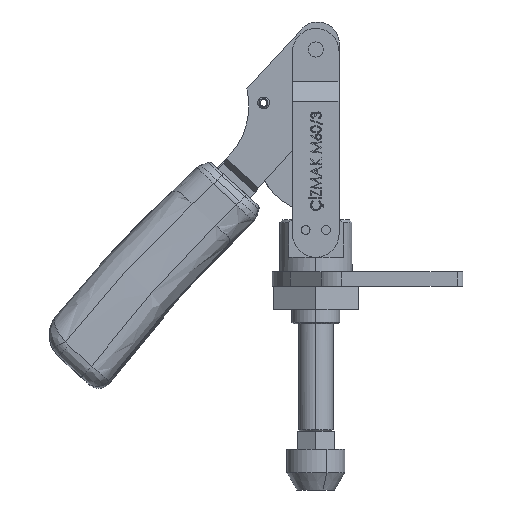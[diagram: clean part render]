
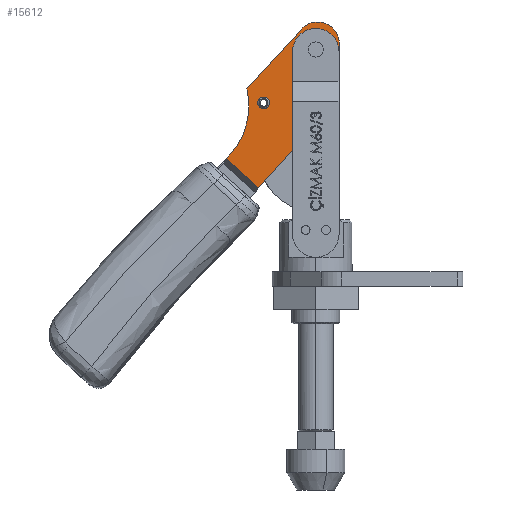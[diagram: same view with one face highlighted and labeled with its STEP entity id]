
A CAD part, left-side view. The second image highlights one B-rep face of the part: STEP entity #15612.
In plain terms, the highlighted face is planar.
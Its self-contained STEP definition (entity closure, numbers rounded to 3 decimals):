
#74 = FACE_OUTER_BOUND ( 'NONE', #16592, .T. ) ;
#551 = CARTESIAN_POINT ( 'NONE',  ( 24.848, -18.5, 0. ) ) ;
#917 = DIRECTION ( 'NONE',  ( 0., 0., 1. ) ) ;
#1220 = VERTEX_POINT ( 'NONE', #6034 ) ;
#1702 = EDGE_CURVE ( 'NONE', #27247, #16379, #20687, .T. ) ;
#1740 = ORIENTED_EDGE ( 'NONE', *, *, #24171, .T. ) ;
#1805 = DIRECTION ( 'NONE',  ( -1., 0., 0. ) ) ;
#2046 = ORIENTED_EDGE ( 'NONE', *, *, #13861, .T. ) ;
#2078 = DIRECTION ( 'NONE',  ( 0., 0., 1. ) ) ;
#2429 = DIRECTION ( 'NONE',  ( -1., 0., 0. ) ) ;
#2444 = LINE ( 'NONE', #12407, #10782 ) ;
#2975 = VERTEX_POINT ( 'NONE', #551 ) ;
#4201 = EDGE_CURVE ( 'NONE', #16362, #20877, #12557, .T. ) ;
#4463 = AXIS2_PLACEMENT_3D ( 'NONE', #9627, #20461, #18018 ) ;
#4860 = VERTEX_POINT ( 'NONE', #20932 ) ;
#4940 = EDGE_LOOP ( 'NONE', ( #2046, #22650 ) ) ;
#5109 = DIRECTION ( 'NONE',  ( -1., 0., 0. ) ) ;
#5147 = DIRECTION ( 'NONE',  ( -1., 0., 0. ) ) ;
#5222 = VERTEX_POINT ( 'NONE', #25973 ) ;
#5791 = CIRCLE ( 'NONE', #22920, 2. ) ;
#6009 = EDGE_LOOP ( 'NONE', ( #9530, #1740 ) ) ;
#6034 = CARTESIAN_POINT ( 'NONE',  ( 51.098, -17.611, 0. ) ) ;
#6387 = ORIENTED_EDGE ( 'NONE', *, *, #23620, .T. ) ;
#6646 = CARTESIAN_POINT ( 'NONE',  ( 55.321, -12.755, 0. ) ) ;
#7057 = FACE_BOUND ( 'NONE', #6009, .T. ) ;
#7514 = ORIENTED_EDGE ( 'NONE', *, *, #4201, .T. ) ;
#7744 = VECTOR ( 'NONE', #11132, 1000. ) ;
#7841 = ORIENTED_EDGE ( 'NONE', *, *, #26648, .T. ) ;
#8096 = DIRECTION ( 'NONE',  ( -1., 0., 0. ) ) ;
#8177 = CIRCLE ( 'NONE', #4463, 2.5 ) ;
#8452 = CARTESIAN_POINT ( 'NONE',  ( 33.707, -7.5, 0. ) ) ;
#8584 = VECTOR ( 'NONE', #2429, 1000. ) ;
#8763 = AXIS2_PLACEMENT_3D ( 'NONE', #22747, #14620, #21005 ) ;
#8807 = DIRECTION ( 'NONE',  ( 0., 0., 1. ) ) ;
#8895 = DIRECTION ( 'NONE',  ( -1., 0., 0. ) ) ;
#9038 = CIRCLE ( 'NONE', #18987, 25. ) ;
#9377 = CARTESIAN_POINT ( 'NONE',  ( 31.207, -7.5, 0. ) ) ;
#9516 = CIRCLE ( 'NONE', #21586, 2.5 ) ;
#9530 = ORIENTED_EDGE ( 'NONE', *, *, #19025, .T. ) ;
#9627 = CARTESIAN_POINT ( 'NONE',  ( 33.707, -7.5, 0. ) ) ;
#9735 = CARTESIAN_POINT ( 'NONE',  ( 0., -15., 0. ) ) ;
#10067 = CARTESIAN_POINT ( 'NONE',  ( 42.212, -1.755, 0. ) ) ;
#10108 = DIRECTION ( 'NONE',  ( 0., 0., -1. ) ) ;
#10188 = DIRECTION ( 'NONE',  ( 1., 0., 0. ) ) ;
#10214 = CIRCLE ( 'NONE', #17327, 2. ) ;
#10483 = DIRECTION ( 'NONE',  ( -1., 0., 0. ) ) ;
#10558 = EDGE_CURVE ( 'NONE', #1220, #23606, #9516, .T. ) ;
#10782 = VECTOR ( 'NONE', #10188, 1000. ) ;
#11132 = DIRECTION ( 'NONE',  ( 0., 1., 0. ) ) ;
#12067 = LINE ( 'NONE', #13173, #7744 ) ;
#12407 = CARTESIAN_POINT ( 'NONE',  ( 0., 0., 0. ) ) ;
#12496 = AXIS2_PLACEMENT_3D ( 'NONE', #8452, #23321, #14852 ) ;
#12557 = LINE ( 'NONE', #19771, #8584 ) ;
#12725 = CARTESIAN_POINT ( 'NONE',  ( 46.098, -17.611, 0. ) ) ;
#12916 = ORIENTED_EDGE ( 'NONE', *, *, #27590, .F. ) ;
#13173 = CARTESIAN_POINT ( 'NONE',  ( 0., -40., 0. ) ) ;
#13273 = ORIENTED_EDGE ( 'NONE', *, *, #27066, .T. ) ;
#13372 = VERTEX_POINT ( 'NONE', #6646 ) ;
#13838 = EDGE_CURVE ( 'NONE', #17829, #5222, #2444, .T. ) ;
#13861 = EDGE_CURVE ( 'NONE', #23606, #1220, #26448, .T. ) ;
#13933 = CARTESIAN_POINT ( 'NONE',  ( 22.848, -18.5, 0. ) ) ;
#14278 = ORIENTED_EDGE ( 'NONE', *, *, #24551, .T. ) ;
#14584 = ORIENTED_EDGE ( 'NONE', *, *, #20262, .T. ) ;
#14620 = DIRECTION ( 'NONE',  ( 0., 0., 1. ) ) ;
#14843 = ORIENTED_EDGE ( 'NONE', *, *, #13838, .T. ) ;
#14852 = DIRECTION ( 'NONE',  ( -1., 0., 0. ) ) ;
#15271 = VECTOR ( 'NONE', #5109, 1000. ) ;
#15442 = CARTESIAN_POINT ( 'NONE',  ( 50.5, -26., 0. ) ) ;
#15452 = AXIS2_PLACEMENT_3D ( 'NONE', #17095, #2078, #1805 ) ;
#15612 = ADVANCED_FACE ( 'NONE', ( #7057, #22084, #74, #16420 ), #16192, .T. ) ;
#16094 = DIRECTION ( 'NONE',  ( -1., 0., 0. ) ) ;
#16192 = PLANE ( 'NONE',  #20740 ) ;
#16362 = VERTEX_POINT ( 'NONE', #26752 ) ;
#16379 = VERTEX_POINT ( 'NONE', #16517 ) ;
#16420 = FACE_BOUND ( 'NONE', #4940, .T. ) ;
#16466 = DIRECTION ( 'NONE',  ( -1., 0., 0. ) ) ;
#16517 = CARTESIAN_POINT ( 'NONE',  ( 22.5, -26., 0. ) ) ;
#16592 = EDGE_LOOP ( 'NONE', ( #12916, #13273, #19612, #26256, #7841, #7514, #14584, #14843 ) ) ;
#16973 = DIRECTION ( 'NONE',  ( 0., 0., 1. ) ) ;
#17095 = CARTESIAN_POINT ( 'NONE',  ( 48.598, -17.611, 0. ) ) ;
#17102 = CARTESIAN_POINT ( 'NONE',  ( 20.848, -18.5, 0. ) ) ;
#17327 = AXIS2_PLACEMENT_3D ( 'NONE', #21932, #17929, #5147 ) ;
#17829 = VERTEX_POINT ( 'NONE', #19359 ) ;
#17929 = DIRECTION ( 'NONE',  ( 0., 0., 1. ) ) ;
#18018 = DIRECTION ( 'NONE',  ( -1., 0., 0. ) ) ;
#18987 = AXIS2_PLACEMENT_3D ( 'NONE', #25550, #23320, #10483 ) ;
#19025 = EDGE_CURVE ( 'NONE', #21863, #2975, #5791, .T. ) ;
#19244 = VERTEX_POINT ( 'NONE', #23652 ) ;
#19359 = CARTESIAN_POINT ( 'NONE',  ( 0., 0., 0. ) ) ;
#19612 = ORIENTED_EDGE ( 'NONE', *, *, #24312, .F. ) ;
#19771 = CARTESIAN_POINT ( 'NONE',  ( 0., -15., 0. ) ) ;
#20262 = EDGE_CURVE ( 'NONE', #20877, #17829, #12067, .T. ) ;
#20317 = CIRCLE ( 'NONE', #12496, 2.5 ) ;
#20461 = DIRECTION ( 'NONE',  ( 0., 0., 1. ) ) ;
#20687 = LINE ( 'NONE', #24553, #15271 ) ;
#20698 = VERTEX_POINT ( 'NONE', #9377 ) ;
#20740 = AXIS2_PLACEMENT_3D ( 'NONE', #24992, #10108, #16466 ) ;
#20877 = VERTEX_POINT ( 'NONE', #9735 ) ;
#20932 = CARTESIAN_POINT ( 'NONE',  ( 42.212, -1.755, 0. ) ) ;
#21005 = DIRECTION ( 'NONE',  ( -1., 0., 0. ) ) ;
#21586 = AXIS2_PLACEMENT_3D ( 'NONE', #23089, #16973, #8096 ) ;
#21689 = AXIS2_PLACEMENT_3D ( 'NONE', #21751, #8807, #8895 ) ;
#21751 = CARTESIAN_POINT ( 'NONE',  ( 37.391, -7.5, 0. ) ) ;
#21863 = VERTEX_POINT ( 'NONE', #17102 ) ;
#21932 = CARTESIAN_POINT ( 'NONE',  ( 22.848, -18.5, 0. ) ) ;
#22084 = FACE_BOUND ( 'NONE', #24779, .T. ) ;
#22650 = ORIENTED_EDGE ( 'NONE', *, *, #10558, .T. ) ;
#22734 = LINE ( 'NONE', #10067, #25381 ) ;
#22747 = CARTESIAN_POINT ( 'NONE',  ( 50.5, -18.5, 0. ) ) ;
#22920 = AXIS2_PLACEMENT_3D ( 'NONE', #13933, #917, #16094 ) ;
#23089 = CARTESIAN_POINT ( 'NONE',  ( 48.598, -17.611, 0. ) ) ;
#23320 = DIRECTION ( 'NONE',  ( 0., 0., 1. ) ) ;
#23321 = DIRECTION ( 'NONE',  ( 0., 0., 1. ) ) ;
#23606 = VERTEX_POINT ( 'NONE', #12725 ) ;
#23620 = EDGE_CURVE ( 'NONE', #20698, #19244, #20317, .T. ) ;
#23652 = CARTESIAN_POINT ( 'NONE',  ( 36.207, -7.5, 0. ) ) ;
#24171 = EDGE_CURVE ( 'NONE', #2975, #21863, #10214, .T. ) ;
#24312 = EDGE_CURVE ( 'NONE', #27247, #13372, #26189, .T. ) ;
#24551 = EDGE_CURVE ( 'NONE', #19244, #20698, #8177, .T. ) ;
#24553 = CARTESIAN_POINT ( 'NONE',  ( 50.5, -26., 0. ) ) ;
#24779 = EDGE_LOOP ( 'NONE', ( #6387, #14278 ) ) ;
#24992 = CARTESIAN_POINT ( 'NONE',  ( 1.788, -40., 0. ) ) ;
#25381 = VECTOR ( 'NONE', #27090, 1000. ) ;
#25550 = CARTESIAN_POINT ( 'NONE',  ( 1.788, -40., 0. ) ) ;
#25704 = CIRCLE ( 'NONE', #21689, 7.5 ) ;
#25973 = CARTESIAN_POINT ( 'NONE',  ( 37.391, 0., 0. ) ) ;
#26189 = CIRCLE ( 'NONE', #8763, 7.5 ) ;
#26256 = ORIENTED_EDGE ( 'NONE', *, *, #1702, .T. ) ;
#26448 = CIRCLE ( 'NONE', #15452, 2.5 ) ;
#26648 = EDGE_CURVE ( 'NONE', #16379, #16362, #9038, .T. ) ;
#26752 = CARTESIAN_POINT ( 'NONE',  ( 1.788, -15., 0. ) ) ;
#27066 = EDGE_CURVE ( 'NONE', #4860, #13372, #22734, .T. ) ;
#27090 = DIRECTION ( 'NONE',  ( 0.766, -0.643, 0. ) ) ;
#27247 = VERTEX_POINT ( 'NONE', #15442 ) ;
#27590 = EDGE_CURVE ( 'NONE', #4860, #5222, #25704, .T. ) ;
